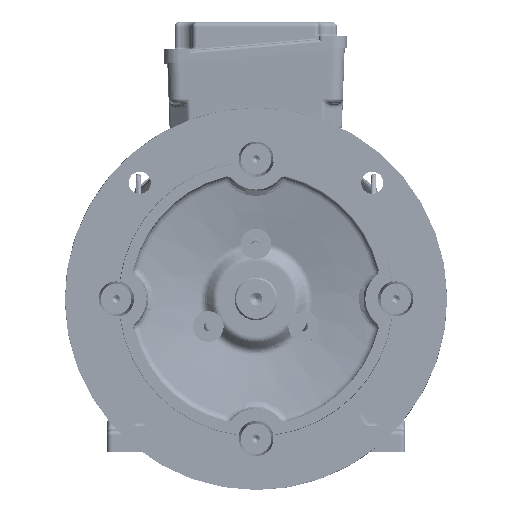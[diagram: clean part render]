
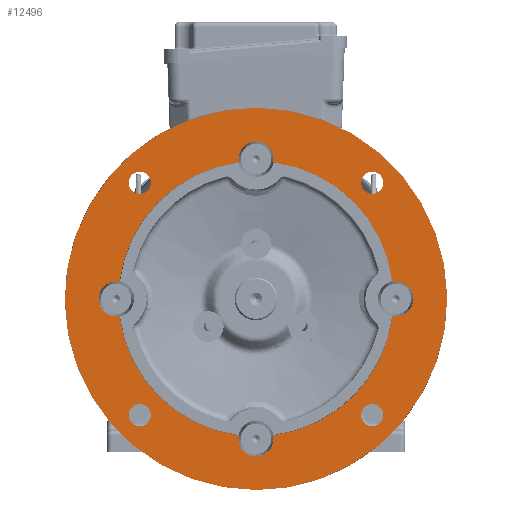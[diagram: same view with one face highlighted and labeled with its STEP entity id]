
A CAD part, left-side view. The second image highlights one B-rep face of the part: STEP entity #12496.
In plain terms, the highlighted planar face has unit normal (-1, 0, 0).
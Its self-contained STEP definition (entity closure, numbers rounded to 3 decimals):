
#12496 = ADVANCED_FACE( '', ( #26772, #26773, #26774, #26775, #26776, #26777 ), #26778, .T. );
#26772 = FACE_OUTER_BOUND( '', #132703, .T. );
#26773 = FACE_BOUND( '', #132704, .T. );
#26774 = FACE_BOUND( '', #132705, .T. );
#26775 = FACE_BOUND( '', #132706, .T. );
#26776 = FACE_BOUND( '', #132707, .T. );
#26777 = FACE_BOUND( '', #132708, .T. );
#26778 = PLANE( '', #132709 );
#132703 = EDGE_LOOP( '', ( #194995 ) );
#132704 = EDGE_LOOP( '', ( #194996, #194997, #194998, #194999, #195000, #195001, #195002, #195003 ) );
#132705 = EDGE_LOOP( '', ( #195004 ) );
#132706 = EDGE_LOOP( '', ( #195005 ) );
#132707 = EDGE_LOOP( '', ( #195006 ) );
#132708 = EDGE_LOOP( '', ( #195007 ) );
#132709 = AXIS2_PLACEMENT_3D( '', #195008, #195009, #195010 );
#194995 = ORIENTED_EDGE( '', *, *, #214668, .T. );
#194996 = ORIENTED_EDGE( '', *, *, #221557, .F. );
#194997 = ORIENTED_EDGE( '', *, *, #218237, .F. );
#194998 = ORIENTED_EDGE( '', *, *, #221558, .F. );
#194999 = ORIENTED_EDGE( '', *, *, #213903, .F. );
#195000 = ORIENTED_EDGE( '', *, *, #221076, .F. );
#195001 = ORIENTED_EDGE( '', *, *, #213063, .F. );
#195002 = ORIENTED_EDGE( '', *, *, #220558, .F. );
#195003 = ORIENTED_EDGE( '', *, *, #212326, .F. );
#195004 = ORIENTED_EDGE( '', *, *, #221559, .T. );
#195005 = ORIENTED_EDGE( '', *, *, #221560, .T. );
#195006 = ORIENTED_EDGE( '', *, *, #221093, .T. );
#195007 = ORIENTED_EDGE( '', *, *, #213189, .T. );
#195008 = CARTESIAN_POINT( '', ( -153.5, 0., 90. ) );
#195009 = DIRECTION( '', ( -1., 0., 0. ) );
#195010 = DIRECTION( '', ( 0., 0., 1. ) );
#212326 = EDGE_CURVE( '', #233981, #233977, #233983, .T. );
#213063 = EDGE_CURVE( '', #235112, #235108, #235114, .T. );
#213189 = EDGE_CURVE( '', #235305, #235305, #235306, .T. );
#213903 = EDGE_CURVE( '', #236391, #236387, #236393, .T. );
#214668 = EDGE_CURVE( '', #237505, #237505, #237506, .T. );
#218237 = EDGE_CURVE( '', #242457, #242455, #242459, .T. );
#220558 = EDGE_CURVE( '', #233977, #235112, #245391, .T. );
#221076 = EDGE_CURVE( '', #235108, #236391, #245986, .T. );
#221093 = EDGE_CURVE( '', #246005, #246005, #246006, .T. );
#221557 = EDGE_CURVE( '', #242455, #233981, #246533, .T. );
#221558 = EDGE_CURVE( '', #236387, #242457, #246534, .T. );
#221559 = EDGE_CURVE( '', #246535, #246535, #246536, .T. );
#221560 = EDGE_CURVE( '', #246537, #246537, #246538, .T. );
#233977 = VERTEX_POINT( '', #287583 );
#233981 = VERTEX_POINT( '', #287590 );
#233983 = CIRCLE( '', #287592, 90. );
#235108 = VERTEX_POINT( '', #291471 );
#235112 = VERTEX_POINT( '', #291478 );
#235114 = CIRCLE( '', #291480, 90. );
#235305 = VERTEX_POINT( '', #292055 );
#235306 = CIRCLE( '', #292056, 7.25 );
#236387 = VERTEX_POINT( '', #295452 );
#236391 = VERTEX_POINT( '', #295459 );
#236393 = CIRCLE( '', #295461, 90. );
#237505 = VERTEX_POINT( '', #299119 );
#237506 = CIRCLE( '', #299120, 125. );
#242455 = VERTEX_POINT( '', #316396 );
#242457 = VERTEX_POINT( '', #316401 );
#242459 = CIRCLE( '', #316403, 90. );
#245391 = CIRCLE( '', #325054, 11.444 );
#245986 = CIRCLE( '', #327029, 11.444 );
#246005 = VERTEX_POINT( '', #327104 );
#246006 = CIRCLE( '', #327105, 7.25 );
#246533 = CIRCLE( '', #328616, 11.444 );
#246534 = CIRCLE( '', #328617, 11.444 );
#246535 = VERTEX_POINT( '', #328618 );
#246536 = CIRCLE( '', #328619, 7.25 );
#246537 = VERTEX_POINT( '', #328620 );
#246538 = CIRCLE( '', #328621, 7.25 );
#287583 = CARTESIAN_POINT( '', ( -153.5, -11.229, 89.297 ) );
#287590 = CARTESIAN_POINT( '', ( -153.5, -89.297, 11.229 ) );
#287592 = AXIS2_PLACEMENT_3D( '', #342586, #342587, #342588 );
#291471 = CARTESIAN_POINT( '', ( -153.5, 89.297, 11.229 ) );
#291478 = CARTESIAN_POINT( '', ( -153.5, 11.229, 89.297 ) );
#291480 = AXIS2_PLACEMENT_3D( '', #343517, #343518, #343519 );
#292055 = CARTESIAN_POINT( '', ( -153.5, -76.014, 83.264 ) );
#292056 = AXIS2_PLACEMENT_3D( '', #343680, #343681, #343682 );
#295452 = CARTESIAN_POINT( '', ( -153.5, 11.229, -89.297 ) );
#295459 = CARTESIAN_POINT( '', ( -153.5, 89.297, -11.229 ) );
#295461 = AXIS2_PLACEMENT_3D( '', #344624, #344625, #344626 );
#299119 = CARTESIAN_POINT( '', ( -153.5, 0., -125. ) );
#299120 = AXIS2_PLACEMENT_3D( '', #345619, #345620, #345621 );
#316396 = CARTESIAN_POINT( '', ( -153.5, -89.297, -11.229 ) );
#316401 = CARTESIAN_POINT( '', ( -153.5, -11.229, -89.297 ) );
#316403 = AXIS2_PLACEMENT_3D( '', #350095, #350096, #350097 );
#325054 = AXIS2_PLACEMENT_3D( '', #353005, #353006, #353007 );
#327029 = AXIS2_PLACEMENT_3D( '', #353527, #353528, #353529 );
#327104 = CARTESIAN_POINT( '', ( -153.5, -83.264, -76.014 ) );
#327105 = AXIS2_PLACEMENT_3D( '', #353549, #353550, #353551 );
#328616 = AXIS2_PLACEMENT_3D( '', #353979, #353980, #353981 );
#328617 = AXIS2_PLACEMENT_3D( '', #353982, #353983, #353984 );
#328618 = CARTESIAN_POINT( '', ( -153.5, 83.264, 76.014 ) );
#328619 = AXIS2_PLACEMENT_3D( '', #353985, #353986, #353987 );
#328620 = CARTESIAN_POINT( '', ( -153.5, 76.014, -83.264 ) );
#328621 = AXIS2_PLACEMENT_3D( '', #353988, #353989, #353990 );
#342586 = CARTESIAN_POINT( '', ( -153.5, 0., 0. ) );
#342587 = DIRECTION( '', ( -1., 0., 0. ) );
#342588 = DIRECTION( '', ( 0., 0., -1. ) );
#343517 = CARTESIAN_POINT( '', ( -153.5, 0., 0. ) );
#343518 = DIRECTION( '', ( -1., 0., 0. ) );
#343519 = DIRECTION( '', ( 0., 0., -1. ) );
#343680 = CARTESIAN_POINT( '', ( -153.5, -76.014, 76.014 ) );
#343681 = DIRECTION( '', ( 1., 0., 0. ) );
#343682 = DIRECTION( '', ( 0., 0., 1. ) );
#344624 = CARTESIAN_POINT( '', ( -153.5, 0., 0. ) );
#344625 = DIRECTION( '', ( -1., 0., 0. ) );
#344626 = DIRECTION( '', ( 0., 0., -1. ) );
#345619 = CARTESIAN_POINT( '', ( -153.5, 0., 0. ) );
#345620 = DIRECTION( '', ( -1., 0., 0. ) );
#345621 = DIRECTION( '', ( 0., 0., -1. ) );
#350095 = CARTESIAN_POINT( '', ( -153.5, 0., 0. ) );
#350096 = DIRECTION( '', ( -1., 0., 0. ) );
#350097 = DIRECTION( '', ( 0., 0., -1. ) );
#353005 = CARTESIAN_POINT( '', ( -153.5, 0., 91.5 ) );
#353006 = DIRECTION( '', ( -1., 0., 0. ) );
#353007 = DIRECTION( '', ( 0., 0., -1. ) );
#353527 = CARTESIAN_POINT( '', ( -153.5, 91.5, 0. ) );
#353528 = DIRECTION( '', ( -1., 0., 0. ) );
#353529 = DIRECTION( '', ( 0., 0., -1. ) );
#353549 = CARTESIAN_POINT( '', ( -153.5, -76.014, -76.014 ) );
#353550 = DIRECTION( '', ( 1., 0., 0. ) );
#353551 = DIRECTION( '', ( 0., -1., 0. ) );
#353979 = CARTESIAN_POINT( '', ( -153.5, -91.5, 0. ) );
#353980 = DIRECTION( '', ( -1., 0., 0. ) );
#353981 = DIRECTION( '', ( 0., 0., -1. ) );
#353982 = CARTESIAN_POINT( '', ( -153.5, 0., -91.5 ) );
#353983 = DIRECTION( '', ( -1., 0., 0. ) );
#353984 = DIRECTION( '', ( 0., 0., -1. ) );
#353985 = CARTESIAN_POINT( '', ( -153.5, 76.014, 76.014 ) );
#353986 = DIRECTION( '', ( 1., 0., 0. ) );
#353987 = DIRECTION( '', ( 0., 1., 0. ) );
#353988 = CARTESIAN_POINT( '', ( -153.5, 76.014, -76.014 ) );
#353989 = DIRECTION( '', ( 1., 0., 0. ) );
#353990 = DIRECTION( '', ( 0., 0., -1. ) );
